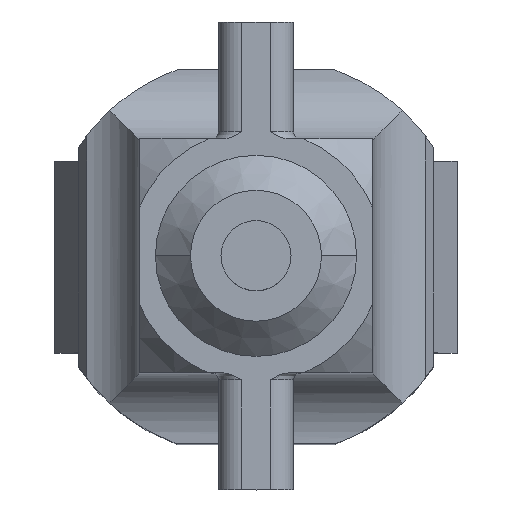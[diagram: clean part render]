
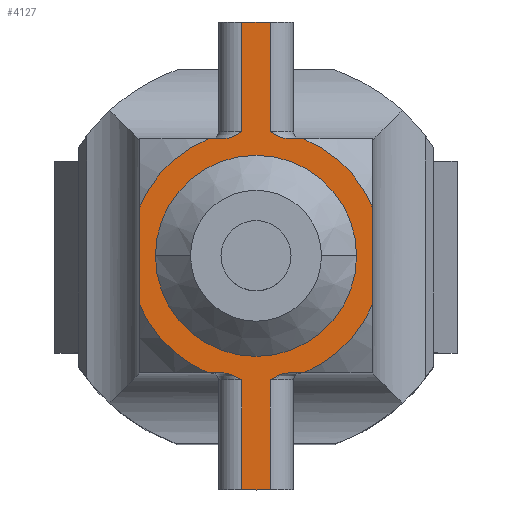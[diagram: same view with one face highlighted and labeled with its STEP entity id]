
A CAD part, top view. The second image highlights one B-rep face of the part: STEP entity #4127.
In plain terms, the highlighted planar face has unit normal (0, 0, 1).
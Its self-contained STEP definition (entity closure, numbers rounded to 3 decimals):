
#1152=CARTESIAN_POINT('',(-5.,2.04,456.35));
#1179=DIRECTION('',(1.,0.,0.));
#1180=VECTOR('',#1179,0.609);
#1181=CARTESIAN_POINT('',(1.431,5.,456.35));
#1182=LINE('',#1181,#1180);
#1218=DIRECTION('',(1.,0.,0.));
#1219=VECTOR('',#1218,0.609);
#1220=CARTESIAN_POINT('',(-2.04,5.,456.35));
#1221=LINE('',#1220,#1219);
#1247=CARTESIAN_POINT('',(5.,2.04,456.35));
#1259=DIRECTION('',(-1.,0.,0.));
#1260=VECTOR('',#1259,0.609);
#1261=CARTESIAN_POINT('',(-1.431,-5.,456.35));
#1262=LINE('',#1261,#1260);
#1290=DIRECTION('',(-1.,0.,0.));
#1291=VECTOR('',#1290,0.609);
#1292=CARTESIAN_POINT('',(2.04,-5.,456.35));
#1293=LINE('',#1292,#1291);
#1309=CARTESIAN_POINT('',(-2.04,-5.,
456.35));
#1314=CARTESIAN_POINT('',(0.,0.,456.35));
#1315=DIRECTION('',(0.,0.,-1.));
#1316=DIRECTION('',(1.,0.,0.));
#1317=AXIS2_PLACEMENT_3D('',#1314,#1315,#1316);
#1322=CARTESIAN_POINT('',(0.,0.,456.35));
#1323=DIRECTION('',(0.,0.,-1.));
#1324=DIRECTION('',(-1.,0.,0.));
#1325=AXIS2_PLACEMENT_3D('',#1322,#1323,#1324);
#1330=CARTESIAN_POINT('',(0.,0.,
456.35));
#1331=DIRECTION('',(0.,0.,1.));
#1332=DIRECTION('',(0.926,0.378,0.));
#1333=AXIS2_PLACEMENT_3D('',#1330,#1331,#1332);
#1338=DIRECTION('',(0.,1.,0.));
#1339=VECTOR('',#1338,4.079);
#1340=CARTESIAN_POINT('',(5.,-2.04,456.35));
#1341=LINE('',#1340,#1339);
#1345=CARTESIAN_POINT('',(0.,0.,
456.35));
#1346=DIRECTION('',(0.,0.,1.));
#1347=DIRECTION('',(0.378,-0.926,0.));
#1348=AXIS2_PLACEMENT_3D('',#1345,#1346,#1347);
#1353=CARTESIAN_POINT('',(0.6,-5.3,456.35));
#1354=CARTESIAN_POINT('',(0.695,-5.248,456.35));
#1355=CARTESIAN_POINT('',(0.879,-5.147,456.35));
#1356=CARTESIAN_POINT('',(1.156,-5.033,456.35));
#1357=CARTESIAN_POINT('',(1.339,-5.,456.35));
#1358=CARTESIAN_POINT('',(1.431,-5.,456.35));
#1363=CARTESIAN_POINT('',(-1.431,-5.,456.35));
#1364=CARTESIAN_POINT('',(-1.339,-5.,456.35));
#1365=CARTESIAN_POINT('',(-1.156,-5.033,456.35));
#1366=CARTESIAN_POINT('',(-0.879,-5.147,456.35));
#1367=CARTESIAN_POINT('',(-0.695,-5.248,456.35));
#1368=CARTESIAN_POINT('',(-0.6,-5.3,456.35));
#1373=CARTESIAN_POINT('',(0.,0.,
456.35));
#1374=DIRECTION('',(0.,0.,1.));
#1375=DIRECTION('',(-0.926,-0.378,0.));
#1376=AXIS2_PLACEMENT_3D('',#1373,#1374,#1375);
#1381=DIRECTION('',(0.,-1.,0.));
#1382=VECTOR('',#1381,4.079);
#1383=CARTESIAN_POINT('',(-5.,2.04,456.35));
#1384=LINE('',#1383,#1382);
#1388=CARTESIAN_POINT('',(0.,0.,
456.35));
#1389=DIRECTION('',(0.,0.,1.));
#1390=DIRECTION('',(-0.378,0.926,0.));
#1391=AXIS2_PLACEMENT_3D('',#1388,#1389,#1390);
#1396=CARTESIAN_POINT('',(-0.6,5.3,456.35));
#1397=CARTESIAN_POINT('',(-0.695,5.248,456.35));
#1398=CARTESIAN_POINT('',(-0.879,5.147,456.35));
#1399=CARTESIAN_POINT('',(-1.156,5.033,456.35));
#1400=CARTESIAN_POINT('',(-1.339,5.,456.35));
#1401=CARTESIAN_POINT('',(-1.431,5.,456.35));
#1495=CARTESIAN_POINT('',(2.04,5.,456.35));
#1500=CARTESIAN_POINT('',(2.04,-5.,456.35));
#1594=DIRECTION('',(0.,1.,0.));
#1595=VECTOR('',#1594,4.7);
#1596=CARTESIAN_POINT('',(-0.6,-10.,456.35));
#1597=LINE('',#1596,#1595);
#1624=DIRECTION('',(-1.,0.,0.));
#1625=VECTOR('',#1624,1.2);
#1626=CARTESIAN_POINT('',(0.6,-10.,456.35));
#1627=LINE('',#1626,#1625);
#1674=DIRECTION('',(0.,-1.,0.));
#1675=VECTOR('',#1674,4.7);
#1676=CARTESIAN_POINT('',(0.6,-5.3,456.35));
#1677=LINE('',#1676,#1675);
#1681=CARTESIAN_POINT('',(-2.04,5.,456.35));
#1775=CARTESIAN_POINT('',(0.6,5.3,456.35));
#1776=CARTESIAN_POINT('',(0.696,5.247,456.35));
#1777=CARTESIAN_POINT('',(0.881,5.146,456.35));
#1778=CARTESIAN_POINT('',(1.158,5.033,456.35));
#1779=CARTESIAN_POINT('',(1.34,5.,456.35));
#1780=CARTESIAN_POINT('',(1.431,5.,456.35));
#1793=DIRECTION('',(0.,-1.,0.));
#1794=VECTOR('',#1793,4.7);
#1795=CARTESIAN_POINT('',(0.6,10.,456.35));
#1796=LINE('',#1795,#1794);
#1830=DIRECTION('',(1.,0.,0.));
#1831=VECTOR('',#1830,1.2);
#1832=CARTESIAN_POINT('',(-0.6,10.,456.35));
#1833=LINE('',#1832,#1831);
#1873=DIRECTION('',(0.,1.,0.));
#1874=VECTOR('',#1873,4.7);
#1875=CARTESIAN_POINT('',(-0.6,5.3,456.35));
#1876=LINE('',#1875,#1874);
#2743=VERTEX_POINT('',#1681);
#2744=VERTEX_POINT('',#1495);
#2760=CARTESIAN_POINT('',(-1.431,5.,456.35));
#2761=VERTEX_POINT('',#2760);
#2762=VERTEX_POINT('',#1152);
#2763=CARTESIAN_POINT('',(1.431,5.,456.35));
#2764=VERTEX_POINT('',#2763);
#2765=VERTEX_POINT('',#1247);
#2778=VERTEX_POINT('',#1500);
#2779=VERTEX_POINT('',#1309);
#2782=CARTESIAN_POINT('',(-5.,-2.04,
456.35));
#2783=VERTEX_POINT('',#2782);
#2786=CARTESIAN_POINT('',(5.,-2.04,456.35));
#2787=VERTEX_POINT('',#2786);
#2796=CARTESIAN_POINT('',(1.431,-5.,456.35));
#2797=VERTEX_POINT('',#2796);
#2798=CARTESIAN_POINT('',(-1.431,-5.,456.35));
#2799=VERTEX_POINT('',#2798);
#2802=VERTEX_POINT('',#1396);
#2805=VERTEX_POINT('',#1775);
#2814=CARTESIAN_POINT('',(-0.6,-10.,456.35));
#2815=VERTEX_POINT('',#2814);
#2816=CARTESIAN_POINT('',(-0.6,-5.3,456.35));
#2817=VERTEX_POINT('',#2816);
#2826=CARTESIAN_POINT('',(-0.6,10.,456.35));
#2827=VERTEX_POINT('',#2826);
#2830=CARTESIAN_POINT('',(0.6,10.,456.35));
#2831=VERTEX_POINT('',#2830);
#2844=VERTEX_POINT('',#1353);
#2851=CARTESIAN_POINT('',(0.6,-10.,456.35));
#2852=VERTEX_POINT('',#2851);
#2865=CARTESIAN_POINT('',(4.3,0.,
456.35));
#2867=VERTEX_POINT('',#2865);
#2869=CARTESIAN_POINT('',(-4.3,0.,
456.35));
#2871=VERTEX_POINT('',#2869);
#4081=CARTESIAN_POINT('',(0.,0.,456.35));
#4082=DIRECTION('',(0.,0.,1.));
#4083=DIRECTION('',(1.,0.,0.));
#4084=AXIS2_PLACEMENT_3D('',#4081,#4082,#4083);
#4085=PLANE('',#4084);
#4087=ORIENTED_EDGE('',*,*,#4086,.F.);
#4088=ORIENTED_EDGE('',*,*,#4010,.F.);
#4090=ORIENTED_EDGE('',*,*,#4089,.F.);
#4091=ORIENTED_EDGE('',*,*,#4047,.T.);
#4093=ORIENTED_EDGE('',*,*,#4092,.F.);
#4095=ORIENTED_EDGE('',*,*,#4094,.T.);
#4097=ORIENTED_EDGE('',*,*,#4096,.T.);
#4099=ORIENTED_EDGE('',*,*,#4098,.T.);
#4101=ORIENTED_EDGE('',*,*,#4100,.F.);
#4102=ORIENTED_EDGE('',*,*,#4035,.T.);
#4103=ORIENTED_EDGE('',*,*,#4068,.F.);
#4104=ORIENTED_EDGE('',*,*,#3946,.F.);
#4106=ORIENTED_EDGE('',*,*,#4105,.F.);
#4107=ORIENTED_EDGE('',*,*,#3986,.T.);
#4109=ORIENTED_EDGE('',*,*,#4108,.F.);
#4111=ORIENTED_EDGE('',*,*,#4110,.T.);
#4113=ORIENTED_EDGE('',*,*,#4112,.T.);
#4115=ORIENTED_EDGE('',*,*,#4114,.T.);
#4117=ORIENTED_EDGE('',*,*,#4116,.T.);
#4118=ORIENTED_EDGE('',*,*,#3972,.T.);
#4119=EDGE_LOOP('',(#4087,#4088,#4090,#4091,#4093,#4095,#4097,#4099,#4101,#4102,
#4103,#4104,#4106,#4107,#4109,#4111,#4113,#4115,#4117,#4118));
#4120=FACE_OUTER_BOUND('',#4119,.F.);
#4122=ORIENTED_EDGE('',*,*,#4121,.F.);
#4124=ORIENTED_EDGE('',*,*,#4123,.F.);
#4125=EDGE_LOOP('',(#4122,#4124));
#4126=FACE_BOUND('',#4125,.F.);
#1318=CIRCLE('',#1317,4.3);
#1326=CIRCLE('',#1325,4.3);
#1334=CIRCLE('',#1333,5.4);
#1349=CIRCLE('',#1348,5.4);
#1359=B_SPLINE_CURVE_WITH_KNOTS('',3,(#1353,#1354,#1355,#1356,#1357,#1358),
.UNSPECIFIED.,.F.,.F.,(4,1,1,4),(0.,0.333,0.667,1.),
.UNSPECIFIED.);
#1369=B_SPLINE_CURVE_WITH_KNOTS('',3,(#1363,#1364,#1365,#1366,#1367,#1368),
.UNSPECIFIED.,.F.,.F.,(4,1,1,4),(0.,0.333,0.667,1.),
.UNSPECIFIED.);
#1377=CIRCLE('',#1376,5.4);
#1392=CIRCLE('',#1391,5.4);
#1402=B_SPLINE_CURVE_WITH_KNOTS('',3,(#1396,#1397,#1398,#1399,#1400,#1401),
.UNSPECIFIED.,.F.,.F.,(4,1,1,4),(0.,0.333,0.667,1.),
.UNSPECIFIED.);
#1781=B_SPLINE_CURVE_WITH_KNOTS('',3,(#1775,#1776,#1777,#1778,#1779,#1780),
.UNSPECIFIED.,.F.,.F.,(4,1,1,4),(0.,0.333,0.667,1.),
.UNSPECIFIED.);
#3946=EDGE_CURVE('',#2762,#2783,#1384,.T.);
#3972=EDGE_CURVE('',#2764,#2744,#1182,.T.);
#3986=EDGE_CURVE('',#2743,#2761,#1221,.T.);
#4010=EDGE_CURVE('',#2787,#2765,#1341,.T.);
#4035=EDGE_CURVE('',#2799,#2779,#1262,.T.);
#4047=EDGE_CURVE('',#2778,#2797,#1293,.T.);
#4068=EDGE_CURVE('',#2783,#2779,#1377,.T.);
#4086=EDGE_CURVE('',#2765,#2744,#1334,.T.);
#4089=EDGE_CURVE('',#2778,#2787,#1349,.T.);
#4092=EDGE_CURVE('',#2844,#2797,#1359,.T.);
#4094=EDGE_CURVE('',#2844,#2852,#1677,.T.);
#4096=EDGE_CURVE('',#2852,#2815,#1627,.T.);
#4098=EDGE_CURVE('',#2815,#2817,#1597,.T.);
#4100=EDGE_CURVE('',#2799,#2817,#1369,.T.);
#4105=EDGE_CURVE('',#2743,#2762,#1392,.T.);
#4108=EDGE_CURVE('',#2802,#2761,#1402,.T.);
#4110=EDGE_CURVE('',#2802,#2827,#1876,.T.);
#4112=EDGE_CURVE('',#2827,#2831,#1833,.T.);
#4114=EDGE_CURVE('',#2831,#2805,#1796,.T.);
#4116=EDGE_CURVE('',#2805,#2764,#1781,.T.);
#4121=EDGE_CURVE('',#2867,#2871,#1318,.T.);
#4123=EDGE_CURVE('',#2871,#2867,#1326,.T.);
#4127=ADVANCED_FACE('',(#4120,#4126),#4085,.T.);
